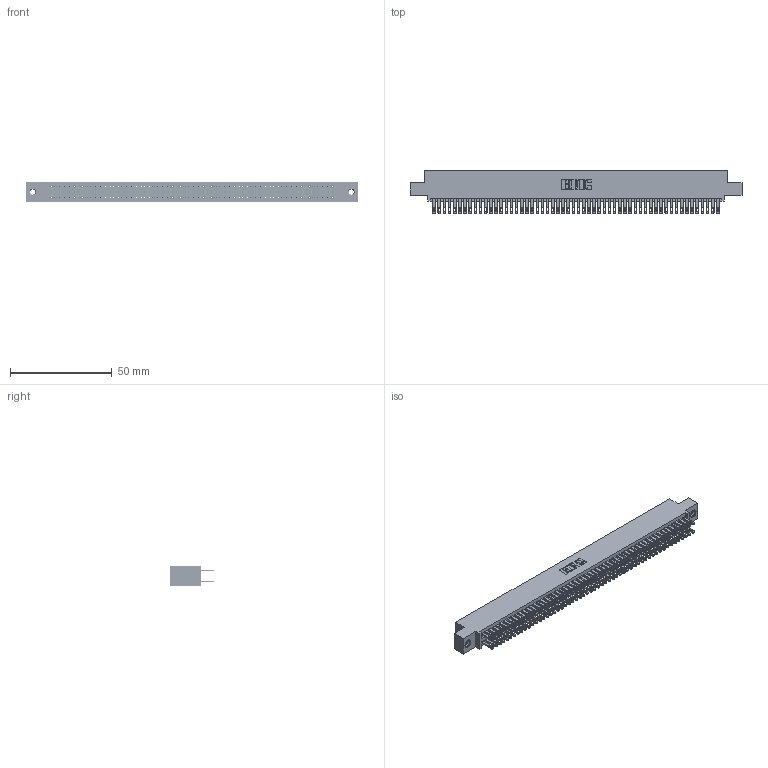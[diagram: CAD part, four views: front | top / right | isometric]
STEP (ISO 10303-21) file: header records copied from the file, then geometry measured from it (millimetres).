
FILE_DESCRIPTION (( 'STEP AP203' ), '1' );
FILE_NAME ('345-112-500-507.STEP', '2018-10-07T13:14:47', ( '' ), ( '' ), 'SwSTEP 2.0', 'SolidWorks 2016', '' );
FILE_SCHEMA (( 'CONFIG_CONTROL_DESIGN' ));
Length unit declared in the file: inch
Products named in the file (4): 345-250-001_345-250-005-103; 345-112-500-507; 345 Part_0.110 Offset - 0.156 Dia-TI; 345-292-001_345-293-100
Assembly tree (115 placements, depth 2):
  345-112-500-507
    345 Part_0.110 Offset - 0.156 Dia-TI
    345-292-001_345-293-100  x112
    345-250-001_345-250-005-103  x2
Bounding box: 163.45 x 21.51 x 9.4 mm (x, y, z)
Volume: 16262.9 mm3; surface area: 25573.5 mm2
Topology: 115 solids, 115 shells, 5342 faces, 16281 edges, 10846 vertices
Faces by surface type: plane 3140, cylinder 2186, cone 12, torus 4
Entity records: 43302 total; most frequent: CARTESIAN_POINT 7227, ORIENTED_EDGE 7154, DIRECTION 6383, EDGE_CURVE 3577, VECTOR 3197, LINE 3197, VERTEX_POINT 2380, AXIS2_PLACEMENT_3D 1593
